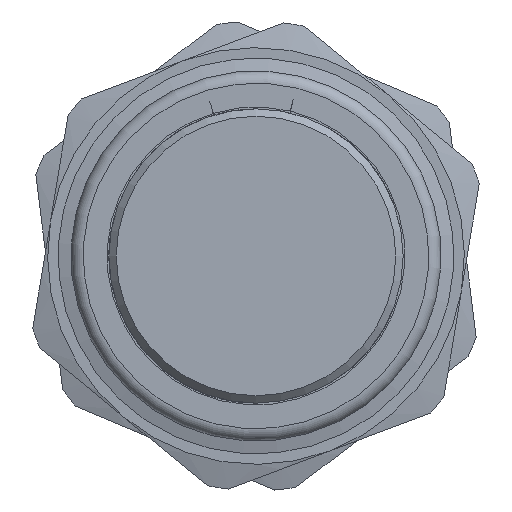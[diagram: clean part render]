
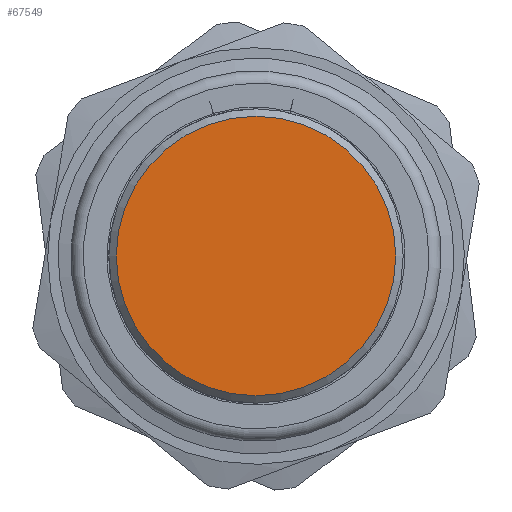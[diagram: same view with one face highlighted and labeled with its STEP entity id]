
A CAD part, left-side view. The second image highlights one B-rep face of the part: STEP entity #67549.
In plain terms, the highlighted planar face has unit normal (-1, 0, 0).
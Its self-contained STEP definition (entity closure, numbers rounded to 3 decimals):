
#67529=CARTESIAN_POINT('',(0.,5.7,0.0));
#67530=VERTEX_POINT('',#67529);
#67531=CARTESIAN_POINT('',(0.0,0.0,0.0));
#67532=DIRECTION('',(1.0,0.0,0.0));
#67533=DIRECTION('',(0.0,1.0,0.0));
#67534=AXIS2_PLACEMENT_3D('',#67531,#67532,#67533);
#67535=CIRCLE('',#67534,5.7);
#67536=EDGE_CURVE('',#67530,#67530,#67535,.T.);
#67541=CARTESIAN_POINT('',(0.,5.35,0.0));
#67542=DIRECTION('',(-1.0,0.0,0.0));
#67543=DIRECTION('',(0.0,0.0,1.0));
#67544=AXIS2_PLACEMENT_3D('',#67541,#67542,#67543);
#67545=PLANE('',#67544);
#67546=ORIENTED_EDGE('',*,*,#67536,.F.);
#67547=EDGE_LOOP('',(#67546));
#67548=FACE_OUTER_BOUND('',#67547,.T.);
#67549=ADVANCED_FACE('',(#67548),#67545,.T.);
